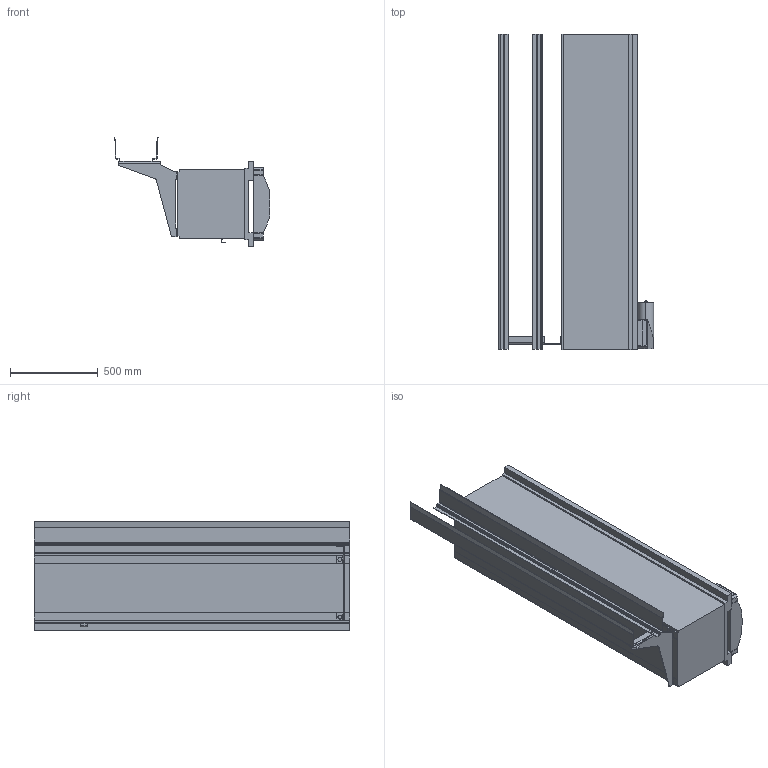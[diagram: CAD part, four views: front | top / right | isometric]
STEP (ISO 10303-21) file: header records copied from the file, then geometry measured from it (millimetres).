
FILE_DESCRIPTION (( 'STEP AP214' ), '1' );
FILE_NAME ('StartBeam_SideVersion.STEP', '2010-03-04T09:19:48', ( 'ABB' ), ( 'ABB' ), 'SwSTEP 2.0', 'SolidWorks 2008', '' );
FILE_SCHEMA (( 'AUTOMOTIVE_DESIGN' ));
Length unit declared in the file: millimetre
Products named in the file (9): Imported41; Imported40; Imported39; Imported38; SIDE_STARTBALK_01; StartBeam_SideVersion; Imported37; Imported43; Imported42
Assembly tree (8 placements, depth 2):
  StartBeam_SideVersion
    Imported40
    Imported38
    Imported43
    SIDE_STARTBALK_01
    Imported42
    Imported41
    Imported37
    Imported39
Bounding box: 888.1 x 1800 x 628.02 mm (x, y, z)
Volume: 305130521.3 mm3; surface area: 6906356.2 mm2
Topology: 8 solids, 8 shells, 211 faces, 580 edges, 386 vertices
Faces by surface type: plane 143, cylinder 60, bspline 6, cone 2
Entity records: 7369 total; most frequent: CARTESIAN_POINT 1697, ORIENTED_EDGE 1160, DIRECTION 1092, EDGE_CURVE 580, VECTOR 424, LINE 424, VERTEX_POINT 386, AXIS2_PLACEMENT_3D 334
